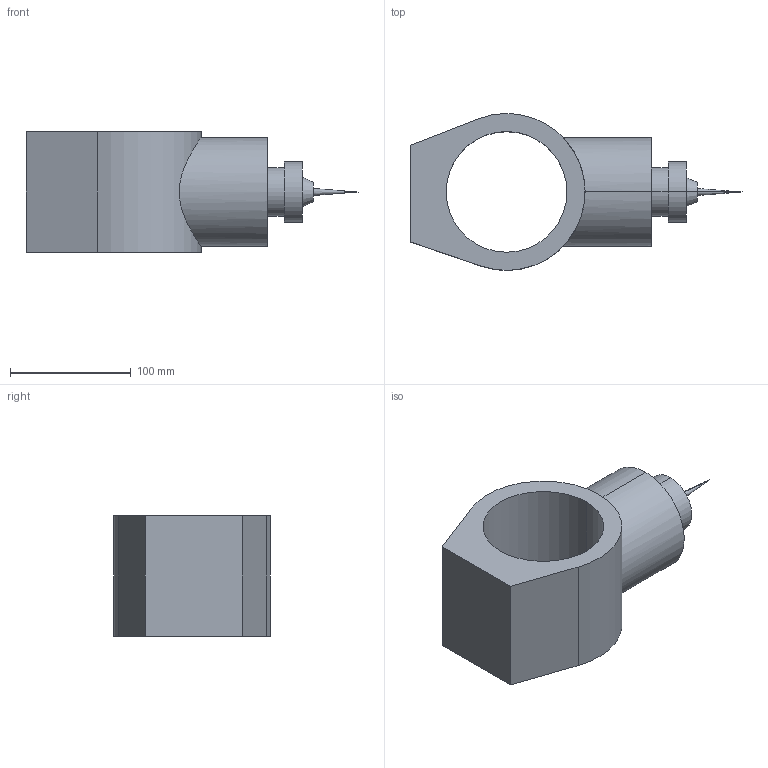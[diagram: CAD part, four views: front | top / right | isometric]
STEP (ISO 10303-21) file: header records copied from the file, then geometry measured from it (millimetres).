
FILE_DESCRIPTION (( 'STEP AP203' ), '1' );
FILE_NAME ('Link4_Default_sldprt.STEP', '2025-03-31T18:02:58', ( '' ), ( '' ), 'SwSTEP 2.0', 'SolidWorks 2024', '' );
FILE_SCHEMA (( 'CONFIG_CONTROL_DESIGN' ));
Length unit declared in the file: millimetre
Products named in the file (1): Link4_Default_sldprt
Bounding box: 275 x 129.97 x 100 mm (x, y, z)
Volume: 1172255.4 mm3; surface area: 129001.5 mm2
Topology: 2 solids, 2 shells, 23 faces, 48 edges, 31 vertices
Faces by surface type: cylinder 10, plane 9, cone 4
Entity records: 831 total; most frequent: CARTESIAN_POINT 247, DIRECTION 114, ORIENTED_EDGE 92, EDGE_CURVE 46, AXIS2_PLACEMENT_3D 46, VERTEX_POINT 31, EDGE_LOOP 29, ADVANCED_FACE 23
